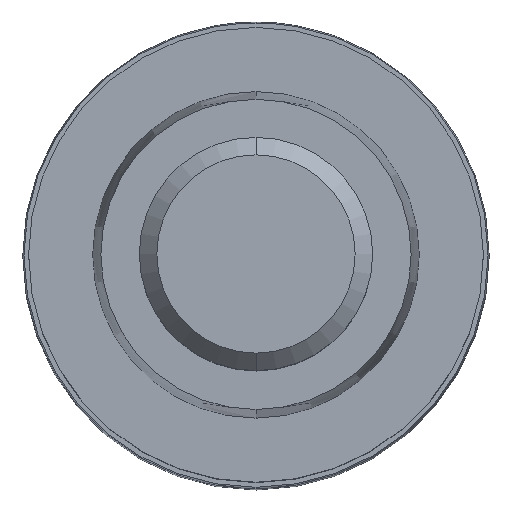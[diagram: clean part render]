
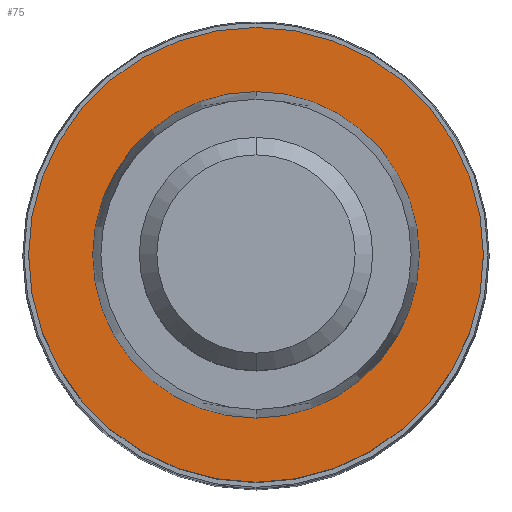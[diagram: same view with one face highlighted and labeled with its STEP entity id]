
A CAD part, top view. The second image highlights one B-rep face of the part: STEP entity #75.
In plain terms, the highlighted planar face has unit normal (0, 0, 1).
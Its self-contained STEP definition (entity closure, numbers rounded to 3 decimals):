
#34=FACE_BOUND('',#121,.T.);
#35=FACE_BOUND('',#122,.T.);
#60=PLANE('',#451);
#75=ADVANCED_FACE('',(#34,#35),#60,.F.);
#121=EDGE_LOOP('',(#174,#175));
#122=EDGE_LOOP('',(#176,#177));
#174=ORIENTED_EDGE('',*,*,#250,.F.);
#175=ORIENTED_EDGE('',*,*,#253,.F.);
#176=ORIENTED_EDGE('',*,*,#254,.F.);
#177=ORIENTED_EDGE('',*,*,#255,.F.);
#220=VERTEX_POINT('',#662);
#221=VERTEX_POINT('',#663);
#222=VERTEX_POINT('',#670);
#223=VERTEX_POINT('',#671);
#250=EDGE_CURVE('',#220,#221,#291,.T.);
#253=EDGE_CURVE('',#221,#220,#292,.T.);
#254=EDGE_CURVE('',#222,#223,#293,.T.);
#255=EDGE_CURVE('',#223,#222,#294,.T.);
#291=CIRCLE('',#445,9.75);
#292=CIRCLE('',#447,9.75);
#293=CIRCLE('',#449,7.);
#294=CIRCLE('',#450,7.);
#445=AXIS2_PLACEMENT_3D('',#661,#550,#551);
#447=AXIS2_PLACEMENT_3D('',#667,#556,#557);
#449=AXIS2_PLACEMENT_3D('',#669,#560,#561);
#450=AXIS2_PLACEMENT_3D('',#672,#562,#563);
#451=AXIS2_PLACEMENT_3D('',#673,#564,#565);
#550=DIRECTION('',(0.,0.,-1.));
#551=DIRECTION('',(0.,1.,0.));
#556=DIRECTION('',(0.,0.,-1.));
#557=DIRECTION('',(0.,-1.,0.));
#560=DIRECTION('',(0.,0.,1.));
#561=DIRECTION('',(0.,1.,0.));
#562=DIRECTION('',(0.,0.,1.));
#563=DIRECTION('',(0.,-1.,0.));
#564=DIRECTION('',(0.,0.,-1.));
#565=DIRECTION('',(0.,1.,0.));
#661=CARTESIAN_POINT('',(0.,0.,50.));
#662=CARTESIAN_POINT('',(0.,9.75,50.));
#663=CARTESIAN_POINT('',(0.,-9.75,50.));
#667=CARTESIAN_POINT('',(0.,0.,50.));
#669=CARTESIAN_POINT('',(0.,0.,50.));
#670=CARTESIAN_POINT('',(0.,7.,50.));
#671=CARTESIAN_POINT('',(0.,-7.,50.));
#672=CARTESIAN_POINT('',(0.,0.,50.));
#673=CARTESIAN_POINT('',(0.,0.,50.));
